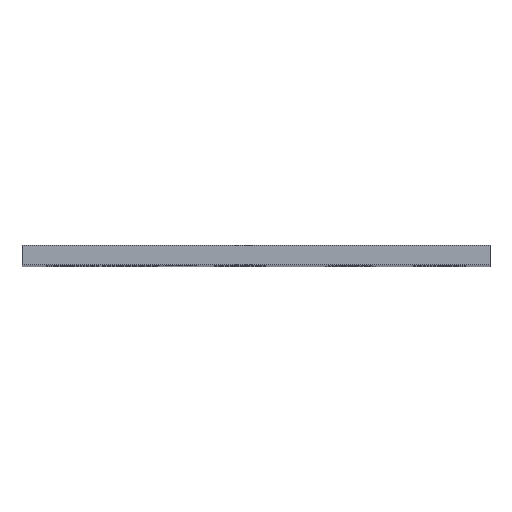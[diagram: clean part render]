
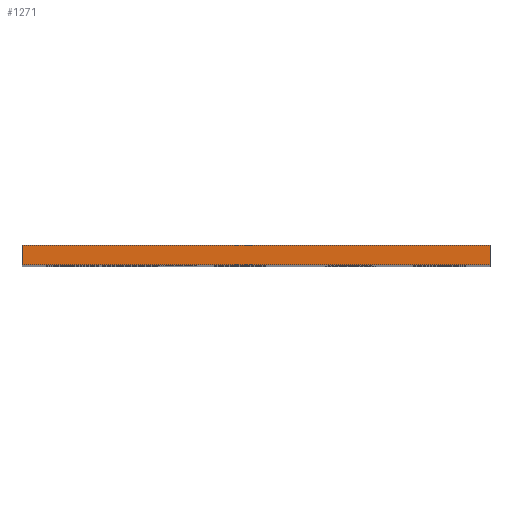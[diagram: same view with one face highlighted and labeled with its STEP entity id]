
A CAD part, top view. The second image highlights one B-rep face of the part: STEP entity #1271.
In plain terms, the highlighted planar face has unit normal (0, 0, 1).
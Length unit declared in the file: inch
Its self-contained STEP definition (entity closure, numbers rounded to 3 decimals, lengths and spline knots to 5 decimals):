
#19 = FACE_OUTER_BOUND ( 'NONE', #1489, .T. ) ;
#87 = LINE ( 'NONE', #584, #330 ) ;
#194 = VERTEX_POINT ( 'NONE', #1452 ) ;
#273 = DIRECTION ( 'NONE',  ( -1., 0., 0. ) ) ;
#308 = DIRECTION ( 'NONE',  ( 1., 0., 0. ) ) ;
#310 = ORIENTED_EDGE ( 'NONE', *, *, #813, .T. ) ;
#316 = LINE ( 'NONE', #1293, #1462 ) ;
#330 = VECTOR ( 'NONE', #682, 39.37008 ) ;
#344 = AXIS2_PLACEMENT_3D ( 'NONE', #632, #1017, #273 ) ;
#354 = VERTEX_POINT ( 'NONE', #427 ) ;
#427 = CARTESIAN_POINT ( 'NONE',  ( -1.194, 0.1, 2.5295 ) ) ;
#464 = LINE ( 'NONE', #1096, #822 ) ;
#490 = CARTESIAN_POINT ( 'NONE',  ( 1.194, 0.1, 2.5295 ) ) ;
#538 = ORIENTED_EDGE ( 'NONE', *, *, #923, .T. ) ;
#584 = CARTESIAN_POINT ( 'NONE',  ( -1.194, 0., 2.5295 ) ) ;
#632 = CARTESIAN_POINT ( 'NONE',  ( -1.194, 0.1, 2.5295 ) ) ;
#676 = VECTOR ( 'NONE', #1081, 39.37008 ) ;
#682 = DIRECTION ( 'NONE',  ( 1., 0., 0. ) ) ;
#813 = EDGE_CURVE ( 'NONE', #354, #1211, #464, .T. ) ;
#822 = VECTOR ( 'NONE', #983, 39.37008 ) ;
#880 = PLANE ( 'NONE',  #344 ) ;
#923 = EDGE_CURVE ( 'NONE', #1211, #194, #87, .T. ) ;
#983 = DIRECTION ( 'NONE',  ( 0., -1., 0. ) ) ;
#995 = CARTESIAN_POINT ( 'NONE',  ( 1.194, 0.1, 2.5295 ) ) ;
#1004 = VERTEX_POINT ( 'NONE', #995 ) ;
#1017 = DIRECTION ( 'NONE',  ( 0., 0., -1. ) ) ;
#1081 = DIRECTION ( 'NONE',  ( 0., -1., 0. ) ) ;
#1096 = CARTESIAN_POINT ( 'NONE',  ( -1.194, 0.1, 2.5295 ) ) ;
#1211 = VERTEX_POINT ( 'NONE', #1530 ) ;
#1271 = ADVANCED_FACE ( 'NONE', ( #19 ), #880, .F. ) ;
#1293 = CARTESIAN_POINT ( 'NONE',  ( -1.194, 0.1, 2.5295 ) ) ;
#1303 = ORIENTED_EDGE ( 'NONE', *, *, #1310, .F. ) ;
#1310 = EDGE_CURVE ( 'NONE', #354, #1004, #316, .T. ) ;
#1452 = CARTESIAN_POINT ( 'NONE',  ( 1.194, 0., 2.5295 ) ) ;
#1461 = LINE ( 'NONE', #490, #676 ) ;
#1462 = VECTOR ( 'NONE', #308, 39.37008 ) ;
#1489 = EDGE_LOOP ( 'NONE', ( #538, #1536, #1303, #310 ) ) ;
#1530 = CARTESIAN_POINT ( 'NONE',  ( -1.194, 0., 2.5295 ) ) ;
#1536 = ORIENTED_EDGE ( 'NONE', *, *, #1561, .F. ) ;
#1561 = EDGE_CURVE ( 'NONE', #1004, #194, #1461, .T. ) ;
